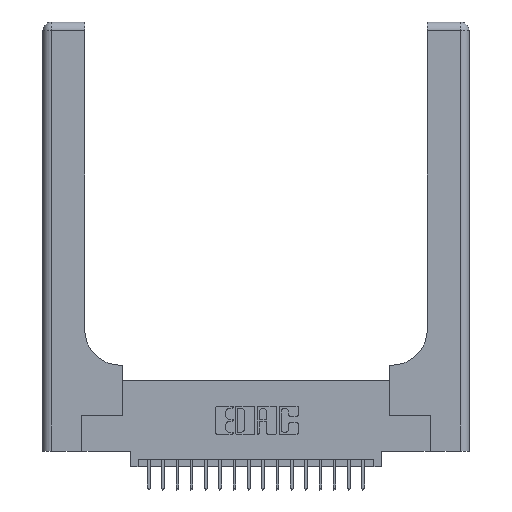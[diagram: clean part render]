
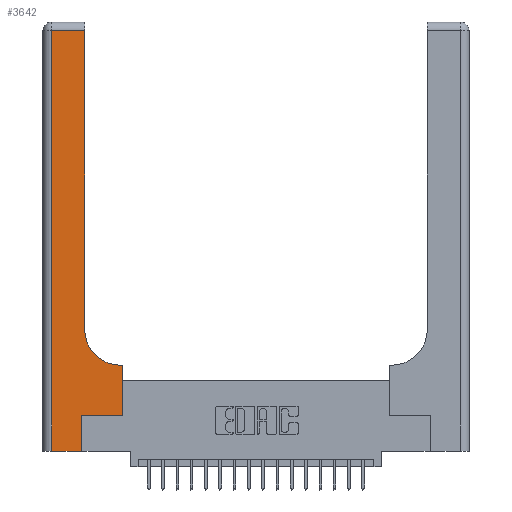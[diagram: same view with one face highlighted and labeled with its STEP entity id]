
A CAD part, top view. The second image highlights one B-rep face of the part: STEP entity #3642.
In plain terms, the highlighted planar face has unit normal (0, 0, 1).
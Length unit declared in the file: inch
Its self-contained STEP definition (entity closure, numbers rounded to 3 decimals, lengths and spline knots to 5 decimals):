
#490 = EDGE_CURVE ( 'NONE', #2438, #10364, #12240, .T. ) ;
#1125 = EDGE_CURVE ( 'NONE', #10364, #14261, #5245, .T. ) ;
#1134 = ORIENTED_EDGE ( 'NONE', *, *, #12379, .T. ) ;
#1284 = LINE ( 'NONE', #18083, #17334 ) ;
#1477 = EDGE_CURVE ( 'NONE', #13559, #2438, #4963, .T. ) ;
#1545 = VERTEX_POINT ( 'NONE', #7352 ) ;
#1677 = DIRECTION ( 'NONE',  ( 1., 0., 0. ) ) ;
#1718 = CARTESIAN_POINT ( 'NONE',  ( 0., 0., 0.37 ) ) ;
#2313 = CARTESIAN_POINT ( 'NONE',  ( 0.2915, 0.85, 0.37 ) ) ;
#2438 = VERTEX_POINT ( 'NONE', #9839 ) ;
#3139 = CARTESIAN_POINT ( 'NONE',  ( 0.06, 0., 0.37 ) ) ;
#3391 = CARTESIAN_POINT ( 'NONE',  ( 0.5415, 0.85, 0.37 ) ) ;
#3431 = VECTOR ( 'NONE', #10137, 39.37008 ) ;
#3495 = EDGE_CURVE ( 'NONE', #1545, #4091, #10596, .T. ) ;
#3525 = DIRECTION ( 'NONE',  ( 0., 1., 0. ) ) ;
#3642 = ADVANCED_FACE ( 'NONE', ( #9291 ), #16364, .F. ) ;
#3695 = CARTESIAN_POINT ( 'NONE',  ( 0.5415, 0.6, 0.37 ) ) ;
#4091 = VERTEX_POINT ( 'NONE', #14880 ) ;
#4140 = CARTESIAN_POINT ( 'NONE',  ( 0.269, 0.25, 0.37 ) ) ;
#4963 = LINE ( 'NONE', #1718, #15875 ) ;
#5245 = LINE ( 'NONE', #4140, #20043 ) ;
#5265 = CARTESIAN_POINT ( 'NONE',  ( 0.269, 0.25, 0.37 ) ) ;
#5773 = CIRCLE ( 'NONE', #9275, 0.25 ) ;
#6160 = EDGE_CURVE ( 'NONE', #8326, #1545, #10702, .T. ) ;
#6443 = CARTESIAN_POINT ( 'NONE',  ( 0.5585, 0.6, 0.37 ) ) ;
#6880 = DIRECTION ( 'NONE',  ( 0., 0., -1. ) ) ;
#7352 = CARTESIAN_POINT ( 'NONE',  ( 0.2915, 2.94, 0.37 ) ) ;
#7961 = DIRECTION ( 'NONE',  ( 0., 0., -1. ) ) ;
#8326 = VERTEX_POINT ( 'NONE', #2313 ) ;
#8356 = ORIENTED_EDGE ( 'NONE', *, *, #3495, .T. ) ;
#9275 = AXIS2_PLACEMENT_3D ( 'NONE', #3391, #6880, #1677 ) ;
#9291 = FACE_OUTER_BOUND ( 'NONE', #10657, .T. ) ;
#9839 = CARTESIAN_POINT ( 'NONE',  ( 0.269, 0., 0.37 ) ) ;
#10137 = DIRECTION ( 'NONE',  ( 0., 1., 0. ) ) ;
#10219 = ORIENTED_EDGE ( 'NONE', *, *, #1477, .T. ) ;
#10364 = VERTEX_POINT ( 'NONE', #5265 ) ;
#10596 = LINE ( 'NONE', #18161, #13447 ) ;
#10657 = EDGE_LOOP ( 'NONE', ( #21455, #8356, #16370, #10219, #16065, #13329, #12103, #15533, #1134 ) ) ;
#10702 = LINE ( 'NONE', #13433, #19012 ) ;
#10840 = LINE ( 'NONE', #17610, #14475 ) ;
#11215 = LINE ( 'NONE', #18171, #18751 ) ;
#12103 = ORIENTED_EDGE ( 'NONE', *, *, #17557, .T. ) ;
#12240 = LINE ( 'NONE', #18393, #3431 ) ;
#12299 = EDGE_CURVE ( 'NONE', #15910, #16991, #11215, .T. ) ;
#12379 = EDGE_CURVE ( 'NONE', #16991, #8326, #5773, .T. ) ;
#13329 = ORIENTED_EDGE ( 'NONE', *, *, #1125, .T. ) ;
#13433 = CARTESIAN_POINT ( 'NONE',  ( 0.2915, 3., 0.37 ) ) ;
#13447 = VECTOR ( 'NONE', #18384, 39.37008 ) ;
#13559 = VERTEX_POINT ( 'NONE', #3139 ) ;
#14261 = VERTEX_POINT ( 'NONE', #16774 ) ;
#14475 = VECTOR ( 'NONE', #14522, 39.37008 ) ;
#14522 = DIRECTION ( 'NONE',  ( 0., -1., 0. ) ) ;
#14647 = DIRECTION ( 'NONE',  ( -1., 0., 0. ) ) ;
#14880 = CARTESIAN_POINT ( 'NONE',  ( 0.06, 2.94, 0.37 ) ) ;
#15533 = ORIENTED_EDGE ( 'NONE', *, *, #12299, .T. ) ;
#15550 = DIRECTION ( 'NONE',  ( 1., 0., 0. ) ) ;
#15875 = VECTOR ( 'NONE', #15550, 39.37008 ) ;
#15910 = VERTEX_POINT ( 'NONE', #6443 ) ;
#16065 = ORIENTED_EDGE ( 'NONE', *, *, #490, .T. ) ;
#16364 = PLANE ( 'NONE',  #19205 ) ;
#16370 = ORIENTED_EDGE ( 'NONE', *, *, #18425, .T. ) ;
#16774 = CARTESIAN_POINT ( 'NONE',  ( 0.5585, 0.25, 0.37 ) ) ;
#16991 = VERTEX_POINT ( 'NONE', #3695 ) ;
#17334 = VECTOR ( 'NONE', #3525, 39.37008 ) ;
#17557 = EDGE_CURVE ( 'NONE', #14261, #15910, #1284, .T. ) ;
#17610 = CARTESIAN_POINT ( 'NONE',  ( 0.06, 3., 0.37 ) ) ;
#18025 = CARTESIAN_POINT ( 'NONE',  ( 0., 3., 0.37 ) ) ;
#18083 = CARTESIAN_POINT ( 'NONE',  ( 0.5585, 0.25, 0.37 ) ) ;
#18161 = CARTESIAN_POINT ( 'NONE',  ( 0., 2.94, 0.37 ) ) ;
#18171 = CARTESIAN_POINT ( 'NONE',  ( 0.2915, 0.6, 0.37 ) ) ;
#18384 = DIRECTION ( 'NONE',  ( -1., 0., 0. ) ) ;
#18393 = CARTESIAN_POINT ( 'NONE',  ( 0.269, 0., 0.37 ) ) ;
#18425 = EDGE_CURVE ( 'NONE', #4091, #13559, #10840, .T. ) ;
#18751 = VECTOR ( 'NONE', #19858, 39.37008 ) ;
#19012 = VECTOR ( 'NONE', #20453, 39.37008 ) ;
#19205 = AXIS2_PLACEMENT_3D ( 'NONE', #18025, #7961, #14647 ) ;
#19858 = DIRECTION ( 'NONE',  ( -1., 0., 0. ) ) ;
#20043 = VECTOR ( 'NONE', #20672, 39.37008 ) ;
#20453 = DIRECTION ( 'NONE',  ( 0., 1., 0. ) ) ;
#20672 = DIRECTION ( 'NONE',  ( 1., 0., 0. ) ) ;
#21455 = ORIENTED_EDGE ( 'NONE', *, *, #6160, .T. ) ;
